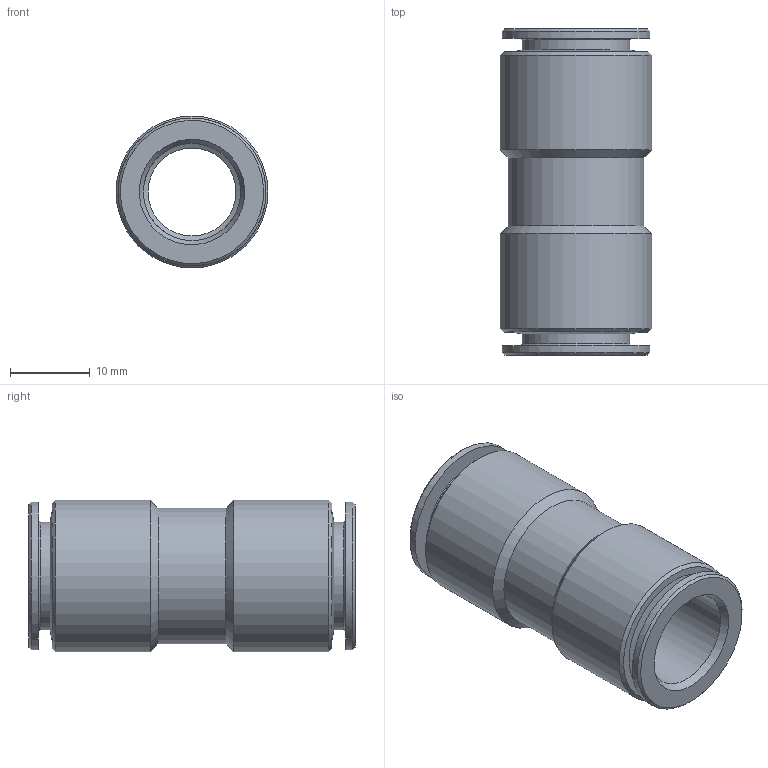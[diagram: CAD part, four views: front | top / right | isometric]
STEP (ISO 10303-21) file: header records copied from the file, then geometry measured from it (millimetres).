
FILE_DESCRIPTION(/* description */ ('STEP AP214'),/* implementation_level */ '2;1');
FILE_NAME(/* name */ 'A0160060',/* time_stamp */ '2023-04-20T08:52:32+02:00',/* author */ ('License CC BY-ND 4.0'),/* organization */ ('CADENAS'),/* preprocessor_version */ 'ST-DEVELOPER v19.3',/* originating_system */ 'PARTsolutions',/* authorisation */ ' ');
FILE_SCHEMA (('AUTOMOTIVE_DESIGN {1 0 10303 214 3 1 1}'));
Length unit declared in the file: millimetre
Products named in the file (1): A0160060
Bounding box: 19 x 40.8 x 19 mm (x, y, z)
Volume: 5805.1 mm3; surface area: 4668.2 mm2
Topology: 1 solids, 1 shells, 30 faces, 63 edges, 39 vertices
Faces by surface type: cone 14, cylinder 10, plane 6
Full cylindrical faces by diameter (mm): 11 x1, 12.15 x2, 13.5 x2, 17 x1, 18.5 x2, 19 x2
Entity records: 638 total; most frequent: DIRECTION 122, CARTESIAN_POINT 91, AXIS2_PLACEMENT_3D 61, ORIENTED_EDGE 60, EDGE_LOOP 60, FACE_BOUND 60, EDGE_CURVE 30, VERTEX_POINT 30
